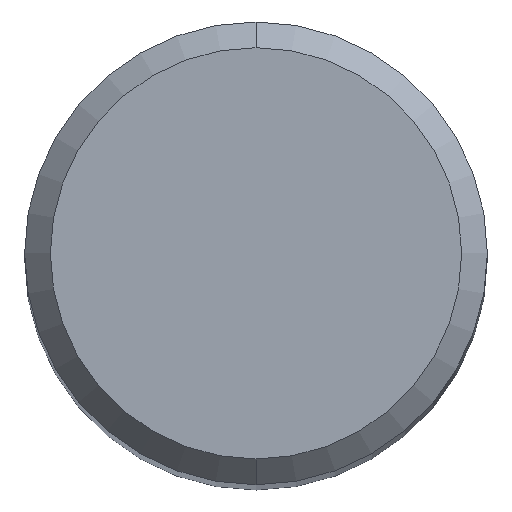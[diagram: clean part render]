
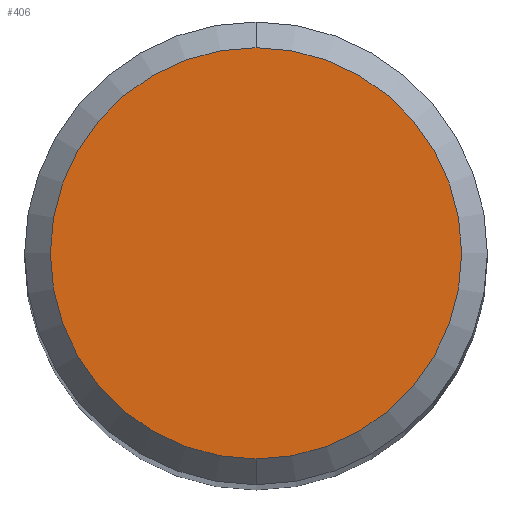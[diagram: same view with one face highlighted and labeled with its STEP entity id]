
A CAD part, top view. The second image highlights one B-rep face of the part: STEP entity #406.
In plain terms, the highlighted planar face has unit normal (0, 0, 1).
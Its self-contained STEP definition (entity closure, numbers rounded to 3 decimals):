
#248=VERTEX_POINT('',#555);
#348=VERTEX_POINT('',#666);
#380=EDGE_CURVE('',#348,#248,#699,.T.);
#388=EDGE_CURVE('',#248,#348,#709,.T.);
#406=ADVANCED_FACE('',(#730),#731,.T.);
#555=CARTESIAN_POINT('',(0.,-4.0,0.0));
#666=CARTESIAN_POINT('',(0.0,4.0,0.0));
#699=CIRCLE('',#1243,4.0);
#709=CIRCLE('',#1297,4.0);
#730=FACE_OUTER_BOUND('',#1332,.T.);
#731=PLANE('',#1333);
#1243=AXIS2_PLACEMENT_3D('',#1700,#1701,#1702);
#1297=AXIS2_PLACEMENT_3D('',#1711,#1712,#1713);
#1332=EDGE_LOOP('',(#1740,#1741));
#1333=AXIS2_PLACEMENT_3D('',#1742,#1743,#1744);
#1700=CARTESIAN_POINT('',(0.0,0.0,0.0));
#1701=DIRECTION('',(0.0,0.0,-1.0));
#1702=DIRECTION('',(0.0,1.0,0.0));
#1711=CARTESIAN_POINT('',(0.0,0.0,0.0));
#1712=DIRECTION('',(0.0,0.0,-1.0));
#1713=DIRECTION('',(0.0,1.0,0.0));
#1740=ORIENTED_EDGE('',*,*,#380,.F.);
#1741=ORIENTED_EDGE('',*,*,#388,.F.);
#1742=CARTESIAN_POINT('',(0.0,2.0,0.0));
#1743=DIRECTION('',(-0.0,0.0,1.0));
#1744=DIRECTION('',(0.0,-1.0,0.0));
